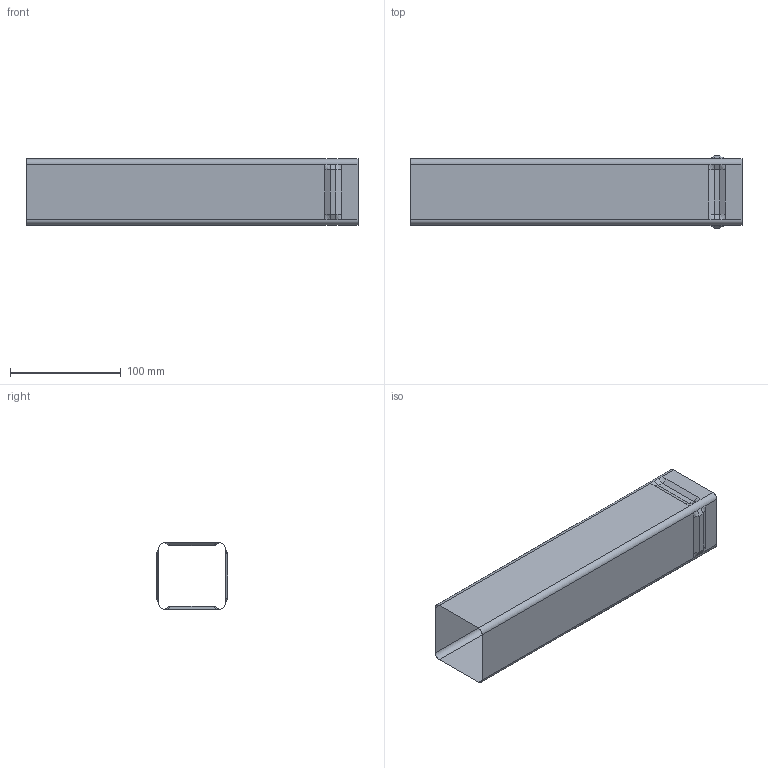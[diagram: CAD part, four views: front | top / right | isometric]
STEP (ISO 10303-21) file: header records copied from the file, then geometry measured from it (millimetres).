
FILE_DESCRIPTION (( 'STEP AP203' ), '1' );
FILE_NAME ('boxÎÞ·ì.STEP', '2023-11-11T10:42:24', ( '' ), ( '' ), 'SwSTEP 2.0', 'SolidWorks 2022', '' );
FILE_SCHEMA (( 'CONFIG_CONTROL_DESIGN' ));
Length unit declared in the file: millimetre
Products named in the file (1): box拸瑜
Bounding box: 300 x 65 x 60 mm (x, y, z)
Surface area: 69668.9 mm2 (no closed solid volume)
Topology: 0 solids, 17 shells, 48 faces, 192 edges, 144 vertices
Faces by surface type: plane 28, bspline 16, cylinder 4
Entity records: 2237 total; most frequent: CARTESIAN_POINT 817, ORIENTED_EDGE 240, DIRECTION 202, EDGE_CURVE 192, VERTEX_POINT 144, VECTOR 120, LINE 120, B_SPLINE_CURVE_WITH_KNOTS 64
